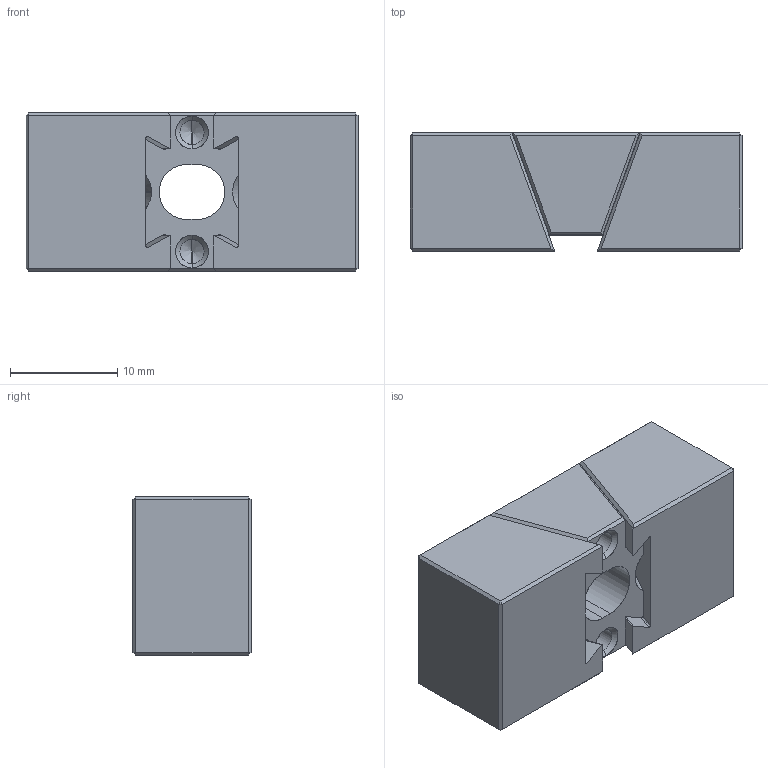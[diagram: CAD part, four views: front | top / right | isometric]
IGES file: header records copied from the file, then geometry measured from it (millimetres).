
Start section: SolidWorks IGES file using analytic representation for surfaces
Global section: file name: 2030-VF0+4-CP.IGS; native system: SolidWorks 2020; preprocessor: SolidWorks 2020; author: mloukes; date: 191108.092128; units: inch
Bounding box: 30.99 x 11.05 x 14.8 mm (x, y, z)
Surface area: 3141.1 mm2 (no closed solid volume)
Topology: 0 solids, 0 shells, 299 faces, 3025 edges, 3021 vertices
Faces by surface type: bspline 253, revolution 46
